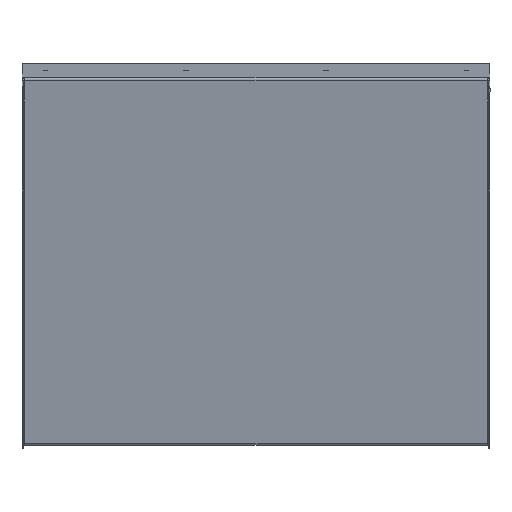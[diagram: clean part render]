
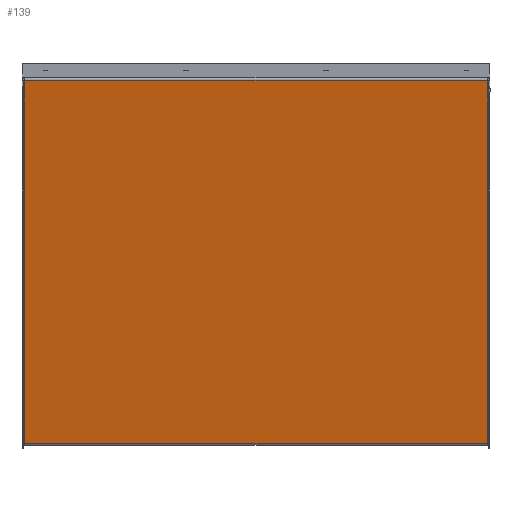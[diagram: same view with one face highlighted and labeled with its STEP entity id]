
A CAD part, top view. The second image highlights one B-rep face of the part: STEP entity #139.
In plain terms, the highlighted planar face has unit normal (0, -0.208, 0.978).
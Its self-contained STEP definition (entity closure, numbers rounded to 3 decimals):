
#139=ADVANCED_FACE('',(#267),#2247,.T.);
#267=FACE_OUTER_BOUND('',#417,.T.);
#417=EDGE_LOOP('',(#864,#865,#866,#867,#868,#869,#870,#871,#872,#873,#874,
#875));
#864=ORIENTED_EDGE('',*,*,#1333,.F.);
#865=ORIENTED_EDGE('',*,*,#1331,.T.);
#866=ORIENTED_EDGE('',*,*,#1332,.T.);
#867=ORIENTED_EDGE('',*,*,#1335,.F.);
#868=ORIENTED_EDGE('',*,*,#1339,.F.);
#869=ORIENTED_EDGE('',*,*,#1340,.T.);
#870=ORIENTED_EDGE('',*,*,#1285,.F.);
#871=ORIENTED_EDGE('',*,*,#1293,.F.);
#872=ORIENTED_EDGE('',*,*,#1295,.T.);
#873=ORIENTED_EDGE('',*,*,#1352,.F.);
#874=ORIENTED_EDGE('',*,*,#1351,.T.);
#875=ORIENTED_EDGE('',*,*,#1347,.T.);
#1285=EDGE_CURVE('',#2081,#2089,#1535,.T.);
#1293=EDGE_CURVE('',#2087,#2081,#1541,.T.);
#1295=EDGE_CURVE('',#2087,#2090,#1543,.T.);
#1331=EDGE_CURVE('',#2108,#2105,#1571,.T.);
#1332=EDGE_CURVE('',#2105,#2116,#1572,.T.);
#1333=EDGE_CURVE('',#2108,#2122,#1573,.T.);
#1335=EDGE_CURVE('',#2112,#2116,#1574,.T.);
#1339=EDGE_CURVE('',#2114,#2112,#1576,.T.);
#1340=EDGE_CURVE('',#2114,#2089,#1577,.T.);
#1347=EDGE_CURVE('',#2118,#2122,#1582,.T.);
#1351=EDGE_CURVE('',#2120,#2118,#1584,.T.);
#1352=EDGE_CURVE('',#2120,#2090,#1585,.T.);
#1535=B_SPLINE_CURVE_WITH_KNOTS('',1,(#3750,#3751),.UNSPECIFIED.,.F.,.F.,
(2,2),(0.,0.5),.UNSPECIFIED.);
#1541=B_SPLINE_CURVE_WITH_KNOTS('',1,(#3768,#3769),.UNSPECIFIED.,.F.,.F.,
(2,2),(0.,316.),.UNSPECIFIED.);
#1543=B_SPLINE_CURVE_WITH_KNOTS('',1,(#3772,#3773),.UNSPECIFIED.,.F.,.F.,
(2,2),(0.,0.5),.UNSPECIFIED.);
#1571=B_SPLINE_CURVE_WITH_KNOTS('',1,(#3852,#3853),.UNSPECIFIED.,.F.,.F.,
(2,2),(0.,316.),.UNSPECIFIED.);
#1572=B_SPLINE_CURVE_WITH_KNOTS('',1,(#3854,#3855),.UNSPECIFIED.,.F.,.F.,
(2,2),(0.,0.5),.UNSPECIFIED.);
#1573=B_SPLINE_CURVE_WITH_KNOTS('',1,(#3856,#3857),.UNSPECIFIED.,.F.,.F.,
(2,2),(0.,0.5),.UNSPECIFIED.);
#1574=B_SPLINE_CURVE_WITH_KNOTS('',1,(#3861,#3862),.UNSPECIFIED.,.F.,.F.,
(2,2),(0.,0.5),.UNSPECIFIED.);
#1576=B_SPLINE_CURVE_WITH_KNOTS('',1,(#3871,#3872),.UNSPECIFIED.,.F.,.F.,
(2,2),(0.,252.884),.UNSPECIFIED.);
#1577=B_SPLINE_CURVE_WITH_KNOTS('',1,(#3873,#3874),.UNSPECIFIED.,.F.,.F.,
(2,2),(0.,0.5),.UNSPECIFIED.);
#1582=B_SPLINE_CURVE_WITH_KNOTS('',1,(#3889,#3890),.UNSPECIFIED.,.F.,.F.,
(2,2),(0.,0.5),.UNSPECIFIED.);
#1584=B_SPLINE_CURVE_WITH_KNOTS('',1,(#3899,#3900),.UNSPECIFIED.,.F.,.F.,
(2,2),(0.,252.884),.UNSPECIFIED.);
#1585=B_SPLINE_CURVE_WITH_KNOTS('',1,(#3901,#3902),.UNSPECIFIED.,.F.,.F.,
(2,2),(0.,0.5),.UNSPECIFIED.);
#2081=VERTEX_POINT('',#3311);
#2087=VERTEX_POINT('',#3317);
#2089=VERTEX_POINT('',#3319);
#2090=VERTEX_POINT('',#3320);
#2105=VERTEX_POINT('',#3335);
#2108=VERTEX_POINT('',#3338);
#2112=VERTEX_POINT('',#3342);
#2114=VERTEX_POINT('',#3344);
#2116=VERTEX_POINT('',#3346);
#2118=VERTEX_POINT('',#3348);
#2120=VERTEX_POINT('',#3350);
#2122=VERTEX_POINT('',#3352);
#2247=PLANE('',#2437);
#2437=AXIS2_PLACEMENT_3D('',#3167,#2724,$);
#2724=DIRECTION('',(0.,-0.208,0.978));
#3167=CARTESIAN_POINT('',(160.,-154.757,108.608));
#3311=CARTESIAN_POINT('',(158.,95.045,161.71));
#3317=CARTESIAN_POINT('',(-158.,95.045,161.71));
#3319=CARTESIAN_POINT('',(158.,94.556,161.606));
#3320=CARTESIAN_POINT('',(-158.,94.556,161.606));
#3335=CARTESIAN_POINT('',(158.,-153.29,108.92));
#3338=CARTESIAN_POINT('',(-158.,-153.29,108.92));
#3342=CARTESIAN_POINT('',(158.5,-152.801,109.024));
#3344=CARTESIAN_POINT('',(158.5,94.556,161.606));
#3346=CARTESIAN_POINT('',(158.,-152.801,109.024));
#3348=CARTESIAN_POINT('',(-158.5,-152.801,109.024));
#3350=CARTESIAN_POINT('',(-158.5,94.556,161.606));
#3352=CARTESIAN_POINT('',(-158.,-152.801,109.024));
#3750=CARTESIAN_POINT('',(158.,95.045,161.71));
#3751=CARTESIAN_POINT('',(158.,94.556,161.606));
#3768=CARTESIAN_POINT('',(-158.,95.045,161.71));
#3769=CARTESIAN_POINT('',(158.,95.045,161.71));
#3772=CARTESIAN_POINT('',(-158.,95.045,161.71));
#3773=CARTESIAN_POINT('',(-158.,94.556,161.606));
#3852=CARTESIAN_POINT('',(-158.,-153.29,108.92));
#3853=CARTESIAN_POINT('',(158.,-153.29,108.92));
#3854=CARTESIAN_POINT('',(158.,-153.29,108.92));
#3855=CARTESIAN_POINT('',(158.,-152.801,109.024));
#3856=CARTESIAN_POINT('',(-158.,-153.29,108.92));
#3857=CARTESIAN_POINT('',(-158.,-152.801,109.024));
#3861=CARTESIAN_POINT('',(158.5,-152.801,109.024));
#3862=CARTESIAN_POINT('',(158.,-152.801,109.024));
#3871=CARTESIAN_POINT('',(158.5,94.556,161.606));
#3872=CARTESIAN_POINT('',(158.5,-152.801,109.024));
#3873=CARTESIAN_POINT('',(158.5,94.556,161.606));
#3874=CARTESIAN_POINT('',(158.,94.556,161.606));
#3889=CARTESIAN_POINT('',(-158.5,-152.801,109.024));
#3890=CARTESIAN_POINT('',(-158.,-152.801,109.024));
#3899=CARTESIAN_POINT('',(-158.5,94.556,161.606));
#3900=CARTESIAN_POINT('',(-158.5,-152.801,109.024));
#3901=CARTESIAN_POINT('',(-158.5,94.556,161.606));
#3902=CARTESIAN_POINT('',(-158.,94.556,161.606));
